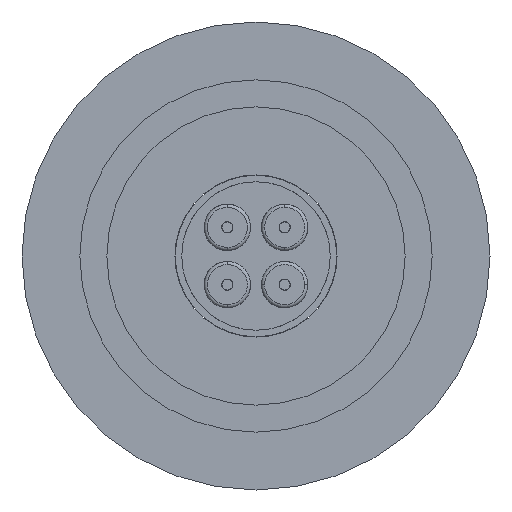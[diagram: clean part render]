
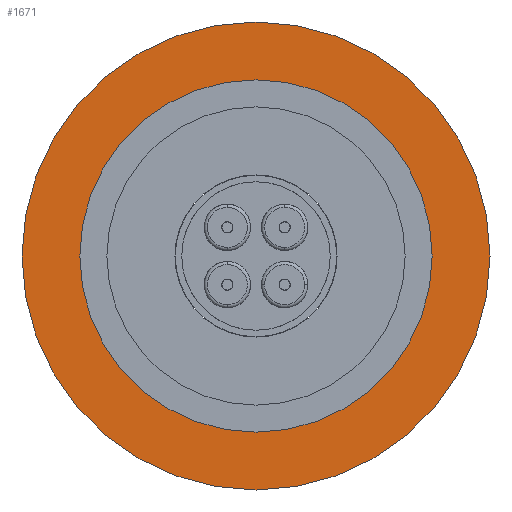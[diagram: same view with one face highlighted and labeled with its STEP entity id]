
A CAD part, front view. The second image highlights one B-rep face of the part: STEP entity #1671.
In plain terms, the highlighted planar face has unit normal (0, -1, 0).
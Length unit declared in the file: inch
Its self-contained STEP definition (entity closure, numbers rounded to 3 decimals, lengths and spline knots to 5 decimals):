
#30 = VERTEX_POINT ( 'NONE', #1920 ) ;
#114 = EDGE_CURVE ( 'NONE', #2150, #30, #2115, .T. ) ;
#219 = DIRECTION ( 'NONE',  ( 0., 0., 1. ) ) ;
#244 = EDGE_LOOP ( 'NONE', ( #2612, #1206 ) ) ;
#558 = DIRECTION ( 'NONE',  ( 0., 1., 0. ) ) ;
#652 = VERTEX_POINT ( 'NONE', #2279 ) ;
#883 = ORIENTED_EDGE ( 'NONE', *, *, #1044, .T. ) ;
#1039 = AXIS2_PLACEMENT_3D ( 'NONE', #1207, #3009, #1466 ) ;
#1044 = EDGE_CURVE ( 'NONE', #652, #2398, #3102, .T. ) ;
#1093 = EDGE_LOOP ( 'NONE', ( #883, #3090 ) ) ;
#1206 = ORIENTED_EDGE ( 'NONE', *, *, #1384, .T. ) ;
#1207 = CARTESIAN_POINT ( 'NONE',  ( 0., -0.1, 0. ) ) ;
#1272 = PLANE ( 'NONE',  #2141 ) ;
#1384 = EDGE_CURVE ( 'NONE', #30, #2150, #2531, .T. ) ;
#1466 = DIRECTION ( 'NONE',  ( 0., 0., 1. ) ) ;
#1540 = DIRECTION ( 'NONE',  ( 0., 0., -1. ) ) ;
#1543 = AXIS2_PLACEMENT_3D ( 'NONE', #3126, #2899, #2888 ) ;
#1555 = CARTESIAN_POINT ( 'NONE',  ( 0., -0.1, -0.815 ) ) ;
#1671 = ADVANCED_FACE ( 'NONE', ( #1811, #2494 ), #1272, .T. ) ;
#1811 = FACE_BOUND ( 'NONE', #1093, .T. ) ;
#1813 = DIRECTION ( 'NONE',  ( 0., -1., 0. ) ) ;
#1851 = AXIS2_PLACEMENT_3D ( 'NONE', #3371, #1813, #219 ) ;
#1904 = EDGE_CURVE ( 'NONE', #2398, #652, #2092, .T. ) ;
#1911 = AXIS2_PLACEMENT_3D ( 'NONE', #2127, #558, #2379 ) ;
#1920 = CARTESIAN_POINT ( 'NONE',  ( 0., -0.1, -1.0825 ) ) ;
#2092 = CIRCLE ( 'NONE', #1039, 0.815 ) ;
#2115 = CIRCLE ( 'NONE', #1543, 1.0825 ) ;
#2127 = CARTESIAN_POINT ( 'NONE',  ( 0., -0.1, 0. ) ) ;
#2141 = AXIS2_PLACEMENT_3D ( 'NONE', #2818, #3087, #1540 ) ;
#2150 = VERTEX_POINT ( 'NONE', #2174 ) ;
#2174 = CARTESIAN_POINT ( 'NONE',  ( 0., -0.1, 1.0825 ) ) ;
#2279 = CARTESIAN_POINT ( 'NONE',  ( 0., -0.1, 0.815 ) ) ;
#2379 = DIRECTION ( 'NONE',  ( 0., 0., 1. ) ) ;
#2398 = VERTEX_POINT ( 'NONE', #1555 ) ;
#2494 = FACE_OUTER_BOUND ( 'NONE', #244, .T. ) ;
#2531 = CIRCLE ( 'NONE', #1851, 1.0825 ) ;
#2612 = ORIENTED_EDGE ( 'NONE', *, *, #114, .T. ) ;
#2818 = CARTESIAN_POINT ( 'NONE',  ( 0., -0.1, 0. ) ) ;
#2888 = DIRECTION ( 'NONE',  ( 0., 0., 1. ) ) ;
#2899 = DIRECTION ( 'NONE',  ( 0., -1., 0. ) ) ;
#3009 = DIRECTION ( 'NONE',  ( 0., 1., 0. ) ) ;
#3087 = DIRECTION ( 'NONE',  ( 0., -1., 0. ) ) ;
#3090 = ORIENTED_EDGE ( 'NONE', *, *, #1904, .T. ) ;
#3102 = CIRCLE ( 'NONE', #1911, 0.815 ) ;
#3126 = CARTESIAN_POINT ( 'NONE',  ( 0., -0.1, 0. ) ) ;
#3371 = CARTESIAN_POINT ( 'NONE',  ( 0., -0.1, 0. ) ) ;
